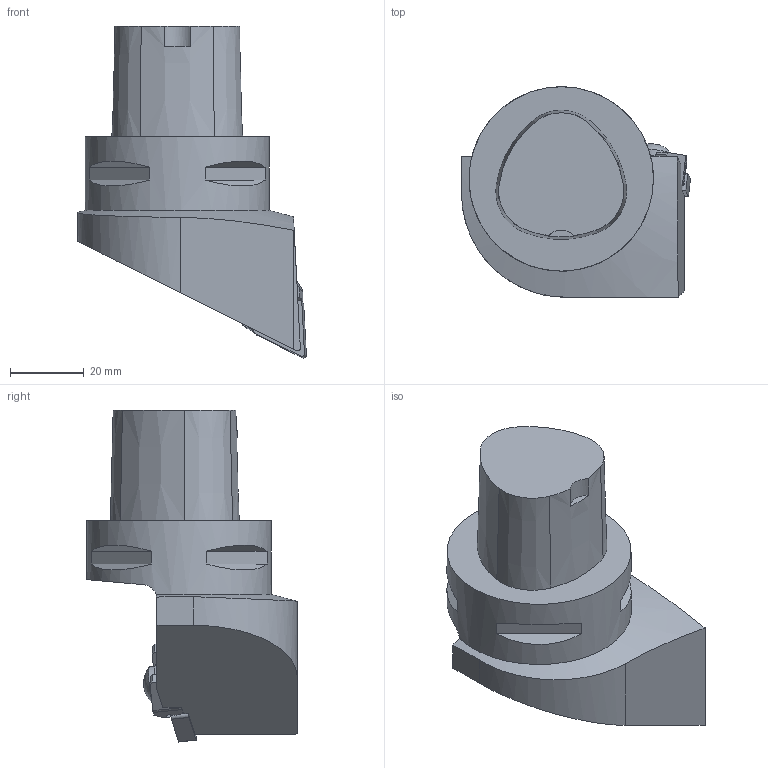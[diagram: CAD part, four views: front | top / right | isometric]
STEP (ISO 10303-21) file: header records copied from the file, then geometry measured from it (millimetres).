
FILE_DESCRIPTION(/* description */ (''),/* implementation_level */ '2;1');
FILE_NAME(/* name */ '1539574881600.stp',/* time_stamp */ '2018-10-15T09:11:46+06:00',/* author */ (''),/* organization */ ('SMS'),/* preprocessor_version */ 'ST-DEVELOPER v15',/* originating_system */ 'SIEMENS PLM Software NX 8.5',/* authorisation */ '');
FILE_SCHEMA (('AUTOMOTIVE_DESIGN { 1 0 10303 214 3 1 1 1 }'));
Length unit declared in the file: millimetre
Products named in the file (4): ASSEMBLY_CONSTRUCTION; IsoTurningInsert; 201760660mod000_00; 201760656mod000_00
Assembly tree (3 placements, depth 2):
  201760656mod000_00
    201760660mod000_00
    IsoTurningInsert
    ASSEMBLY_CONSTRUCTION
Bounding box: 62 x 57 x 90 mm (x, y, z)
Volume: 112936 mm3; surface area: 17442.2 mm2
Topology: 2 solids, 4 shells, 131 faces, 333 edges, 221 vertices
Faces by surface type: plane 74, cylinder 34, cone 14, bspline 4, sphere 3, torus 2
Full cylindrical faces by diameter (mm): 3.81 x2, 4.95 x1, 5 x1, 6.1 x1, 9.9 x1, 10.9 x1, 50 x1
Entity records: 4208 total; most frequent: CARTESIAN_POINT 962, DIRECTION 663, ORIENTED_EDGE 624, EDGE_CURVE 312, AXIS2_PLACEMENT_3D 252, VERTEX_POINT 208, LINE 159, VECTOR 159
